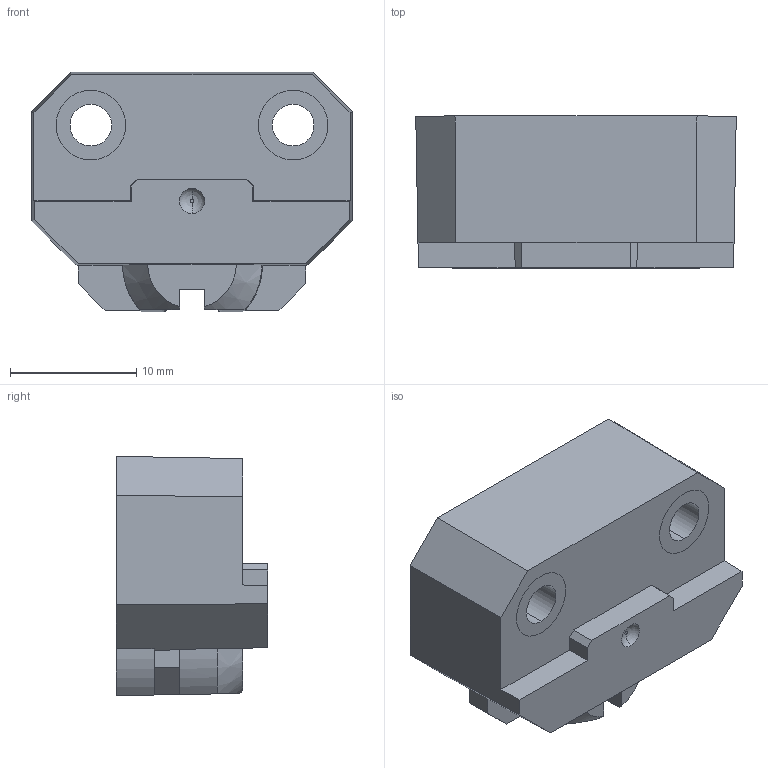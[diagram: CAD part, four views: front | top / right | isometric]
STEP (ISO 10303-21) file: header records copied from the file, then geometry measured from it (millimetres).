
FILE_DESCRIPTION (( 'STEP AP214' ), '1' );
FILE_NAME ('JXHSV06-01016-d Guide rod holder.step', '2023-01-05T07:12:55', ( '微软用户' ), ( '微软中国' ), 'SwSTEP 2.0', 'SolidWorks 2020', '' );
FILE_SCHEMA (( 'AUTOMOTIVE_DESIGN' ));
Length unit declared in the file: millimetre
Products named in the file (1): JXHSV06-01016-d Guide rod holder
Bounding box: 25.35 x 12 x 18.93 mm (x, y, z)
Volume: 2859 mm3; surface area: 2794.6 mm2
Topology: 2 solids, 2 shells, 159 faces, 434 edges, 292 vertices
Faces by surface type: plane 97, bspline 32, cylinder 17, cone 11, torus 2
Entity records: 6491 total; most frequent: CARTESIAN_POINT 2498, ORIENTED_EDGE 868, DIRECTION 616, EDGE_CURVE 434, VERTEX_POINT 292, VECTOR 244, LINE 244, AXIS2_PLACEMENT_3D 186
